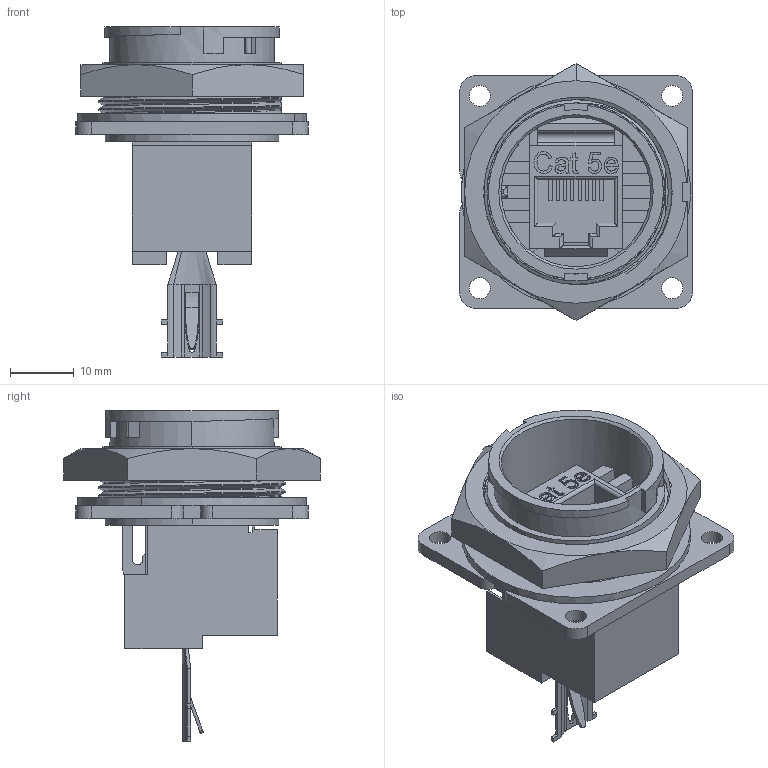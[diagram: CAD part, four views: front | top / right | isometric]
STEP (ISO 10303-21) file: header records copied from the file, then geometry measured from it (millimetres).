
FILE_DESCRIPTION (( 'STEP AP203' ), '1' );
FILE_NAME ('DCP-RJ5SB-RD.STEP', '2015-05-29T16:14:40', ( '' ), ( '' ), 'SwSTEP 2.0', 'SolidWorks 2014', '' );
FILE_SCHEMA (( 'CONFIG_CONTROL_DESIGN' ));
Length unit declared in the file: inch
Products named in the file (1): DCP-RJ5SB-RD
Bounding box: 36.53 x 40.33 x 51.8 mm (x, y, z)
Volume: 16080.3 mm3; surface area: 11586.9 mm2
Topology: 2 solids, 2 shells, 469 faces, 1301 edges, 840 vertices
Faces by surface type: plane 275, cylinder 105, bspline 78, cone 9, torus 2
Entity records: 22114 total; most frequent: CARTESIAN_POINT 10744, ORIENTED_EDGE 2598, DIRECTION 2016, EDGE_CURVE 1299, VECTOR 854, LINE 854, VERTEX_POINT 840, AXIS2_PLACEMENT_3D 581
